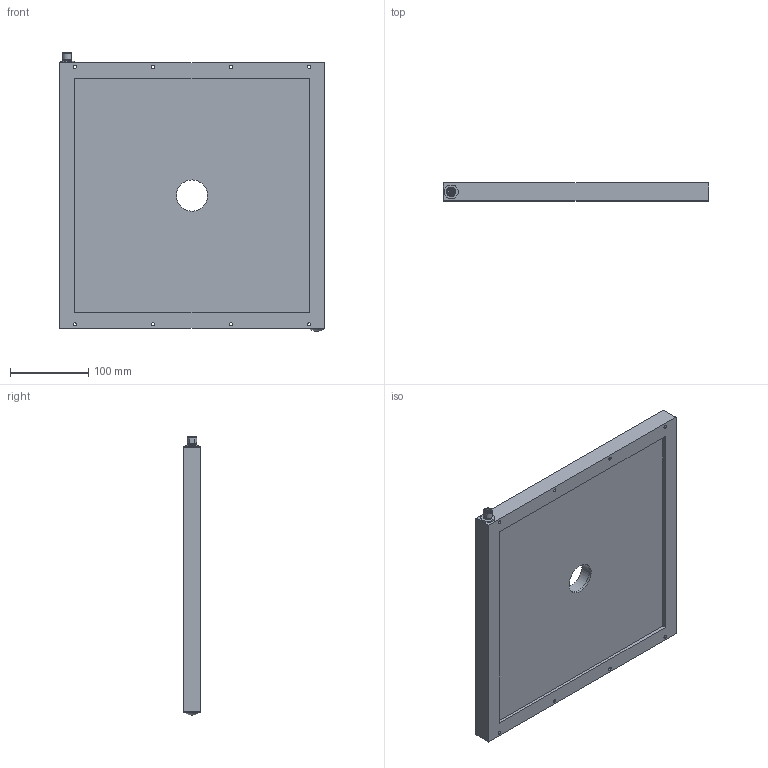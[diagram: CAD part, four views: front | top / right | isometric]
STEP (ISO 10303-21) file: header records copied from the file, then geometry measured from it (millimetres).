
FILE_DESCRIPTION (( 'STEP AP203' ), '1' );
FILE_NAME ('SPL-300X300x-C40.STEP', '2016-02-18T02:14:51', ( 'CCS Inc' ), ( 'CCS Inc' ), 'SwSTEP 2.0', 'SolidWorks 2011', '' );
FILE_SCHEMA (( 'CONFIG_CONTROL_DESIGN' ));
Length unit declared in the file: millimetre
Products named in the file (1): SPL-300X300x-C40
Bounding box: 340 x 23 x 356.94 mm (x, y, z)
Surface area: 276375 mm2 (no closed solid volume)
Topology: 0 solids, 6 shells, 185 faces, 443 edges, 287 vertices
Faces by surface type: plane 84, cylinder 74, cone 13, bspline 9, torus 4, sphere 1
Full cylindrical faces by diameter (mm): 0.434 x1, 1 x4, 1.3 x4, 1.7 x4, 4.2 x8, 10.7 x1, 15.038 x1, 18.7 x1, 40 x2, 54 x1
Entity records: 5520 total; most frequent: CARTESIAN_POINT 1241, DIRECTION 886, ORIENTED_EDGE 796, EDGE_CURVE 402, AXIS2_PLACEMENT_3D 343, VERTEX_POINT 283, EDGE_LOOP 265, FACE_OUTER_BOUND 218
